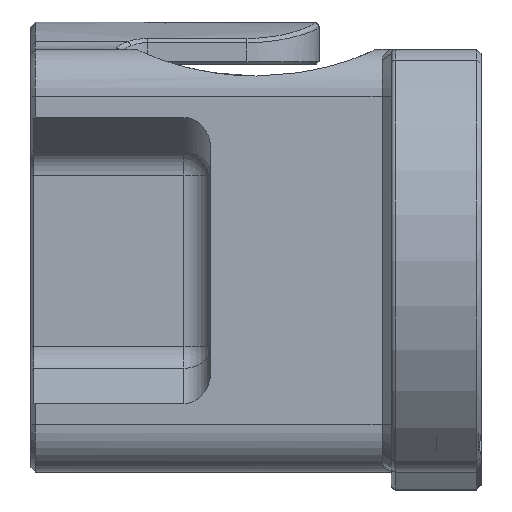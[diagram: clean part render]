
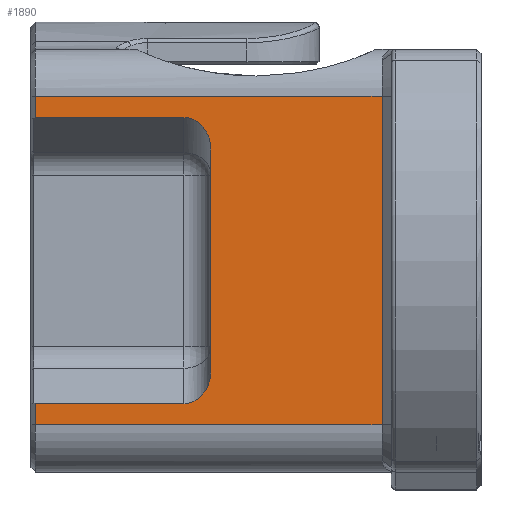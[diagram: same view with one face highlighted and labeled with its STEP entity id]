
A CAD part, front view. The second image highlights one B-rep face of the part: STEP entity #1890.
In plain terms, the highlighted planar face has unit normal (0, -1, 0).
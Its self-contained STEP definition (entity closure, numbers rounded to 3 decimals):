
#259 = VERTEX_POINT ( 'NONE', #14835 ) ;
#344 = CARTESIAN_POINT ( 'NONE',  ( -23., 67.75, 15.889 ) ) ;
#755 = LINE ( 'NONE', #929, #11873 ) ;
#929 = CARTESIAN_POINT ( 'NONE',  ( -40., 67.75, 18.25 ) ) ;
#1195 = EDGE_LOOP ( 'NONE', ( #9951, #5340, #5011, #10727, #9613, #2888, #3974, #14355, #18017, #4054 ) ) ;
#1232 = EDGE_CURVE ( 'NONE', #17354, #11943, #17058, .T. ) ;
#1359 = VERTEX_POINT ( 'NONE', #1467 ) ;
#1467 = CARTESIAN_POINT ( 'NONE',  ( -1., 67.75, 18.25 ) ) ;
#1890 = ADVANCED_FACE ( 'NONE', ( #16169 ), #11730, .T. ) ;
#1974 = CARTESIAN_POINT ( 'NONE',  ( -39.5, 67.75, -15.889 ) ) ;
#2142 = CARTESIAN_POINT ( 'NONE',  ( -39.5, 67.75, 18.25 ) ) ;
#2209 = CARTESIAN_POINT ( 'NONE',  ( 12.541, 67.75, -15.889 ) ) ;
#2888 = ORIENTED_EDGE ( 'NONE', *, *, #8407, .T. ) ;
#2896 = EDGE_CURVE ( 'NONE', #5024, #259, #5516, .T. ) ;
#3148 = CARTESIAN_POINT ( 'NONE',  ( -40., 67.75, 138.495 ) ) ;
#3974 = ORIENTED_EDGE ( 'NONE', *, *, #8234, .T. ) ;
#4054 = ORIENTED_EDGE ( 'NONE', *, *, #17066, .T. ) ;
#4141 = LINE ( 'NONE', #18100, #16492 ) ;
#4216 = DIRECTION ( 'NONE',  ( 0., 0., -1. ) ) ;
#4750 = DIRECTION ( 'NONE',  ( 0., -1., 0. ) ) ;
#5011 = ORIENTED_EDGE ( 'NONE', *, *, #6463, .T. ) ;
#5024 = VERTEX_POINT ( 'NONE', #18391 ) ;
#5215 = CARTESIAN_POINT ( 'NONE',  ( -20., 67.75, -12.249 ) ) ;
#5256 = VERTEX_POINT ( 'NONE', #1974 ) ;
#5340 = ORIENTED_EDGE ( 'NONE', *, *, #7678, .T. ) ;
#5516 = LINE ( 'NONE', #14380, #10672 ) ;
#5589 = CARTESIAN_POINT ( 'NONE',  ( -21.243, 67.75, -15.889 ) ) ;
#6313 = DIRECTION ( 'NONE',  ( -1., 0., 0. ) ) ;
#6463 = EDGE_CURVE ( 'NONE', #1359, #17354, #755, .T. ) ;
#6464 = CARTESIAN_POINT ( 'NONE',  ( -20., 67.75, 12.249 ) ) ;
#6509 = CARTESIAN_POINT ( 'NONE',  ( -1., 67.75, 138.495 ) ) ;
#6791 = DIRECTION ( 'NONE',  ( 0., 0., -1. ) ) ;
#7188 = CARTESIAN_POINT ( 'NONE',  ( -23., 67.75, -15.889 ) ) ;
#7363 = VECTOR ( 'NONE', #16781, 1000. ) ;
#7411 = LINE ( 'NONE', #7594, #18234 ) ;
#7594 = CARTESIAN_POINT ( 'NONE',  ( -20., 67.75, 138.495 ) ) ;
#7678 = EDGE_CURVE ( 'NONE', #259, #1359, #15273, .T. ) ;
#7872 = CARTESIAN_POINT ( 'NONE',  ( 12.541, 67.75, 15.889 ) ) ;
#8230 = AXIS2_PLACEMENT_3D ( 'NONE', #3148, #4750, #17486 ) ;
#8234 = EDGE_CURVE ( 'NONE', #16111, #12726, #7411, .T. ) ;
#8393 = CARTESIAN_POINT ( 'NONE',  ( -39.5, 67.75, 138.495 ) ) ;
#8407 = EDGE_CURVE ( 'NONE', #14391, #16111, #9139, .T. ) ;
#8747 = CARTESIAN_POINT ( 'NONE',  ( -39.5, 67.75, 15.889 ) ) ;
#9110 = CARTESIAN_POINT ( 'NONE',  ( -20., 67.75, 12.249 ) ) ;
#9139 =( BOUNDED_CURVE ( )  B_SPLINE_CURVE ( 3, ( #16467, #14850, #16560, #9110 ),
 .UNSPECIFIED., .F., .T. ) 
 B_SPLINE_CURVE_WITH_KNOTS ( ( 4, 4 ),
 ( 0., 1.571 ),
 .UNSPECIFIED. ) 
 CURVE ( )  GEOMETRIC_REPRESENTATION_ITEM ( )  RATIONAL_B_SPLINE_CURVE ( ( 1., 0.805, 0.805, 1. ) ) 
 REPRESENTATION_ITEM ( '' )  );
#9613 = ORIENTED_EDGE ( 'NONE', *, *, #12477, .F. ) ;
#9951 = ORIENTED_EDGE ( 'NONE', *, *, #2896, .T. ) ;
#10672 = VECTOR ( 'NONE', #17212, 1000. ) ;
#10727 = ORIENTED_EDGE ( 'NONE', *, *, #1232, .T. ) ;
#11702 = CARTESIAN_POINT ( 'NONE',  ( -20., 67.75, -12.249 ) ) ;
#11730 = PLANE ( 'NONE',  #8230 ) ;
#11873 = VECTOR ( 'NONE', #6313, 1000. ) ;
#11943 = VERTEX_POINT ( 'NONE', #8747 ) ;
#12116 = LINE ( 'NONE', #2209, #17329 ) ;
#12276 =( BOUNDED_CURVE ( )  B_SPLINE_CURVE ( 3, ( #5215, #18233, #5589, #7188 ),
 .UNSPECIFIED., .F., .T. ) 
 B_SPLINE_CURVE_WITH_KNOTS ( ( 4, 4 ),
 ( 1.571, 3.142 ),
 .UNSPECIFIED. ) 
 CURVE ( )  GEOMETRIC_REPRESENTATION_ITEM ( )  RATIONAL_B_SPLINE_CURVE ( ( 1., 0.805, 0.805, 1. ) ) 
 REPRESENTATION_ITEM ( '' )  );
#12477 = EDGE_CURVE ( 'NONE', #14391, #11943, #16259, .T. ) ;
#12726 = VERTEX_POINT ( 'NONE', #11702 ) ;
#12793 = CARTESIAN_POINT ( 'NONE',  ( -23., 67.75, -15.889 ) ) ;
#13327 = DIRECTION ( 'NONE',  ( -1., 0., 0. ) ) ;
#13972 = EDGE_CURVE ( 'NONE', #12726, #17664, #12276, .T. ) ;
#14355 = ORIENTED_EDGE ( 'NONE', *, *, #13972, .T. ) ;
#14380 = CARTESIAN_POINT ( 'NONE',  ( -40., 67.75, -18.25 ) ) ;
#14391 = VERTEX_POINT ( 'NONE', #344 ) ;
#14666 = DIRECTION ( 'NONE',  ( 0., 0., -1. ) ) ;
#14835 = CARTESIAN_POINT ( 'NONE',  ( -1., 67.75, -18.25 ) ) ;
#14850 = CARTESIAN_POINT ( 'NONE',  ( -21.243, 67.75, 15.889 ) ) ;
#14853 = DIRECTION ( 'NONE',  ( -1., 0., 0. ) ) ;
#15273 = LINE ( 'NONE', #6509, #7363 ) ;
#15832 = VECTOR ( 'NONE', #4216, 1000. ) ;
#16044 = EDGE_CURVE ( 'NONE', #17664, #5256, #12116, .T. ) ;
#16111 = VERTEX_POINT ( 'NONE', #6464 ) ;
#16169 = FACE_OUTER_BOUND ( 'NONE', #1195, .T. ) ;
#16259 = LINE ( 'NONE', #7872, #16611 ) ;
#16467 = CARTESIAN_POINT ( 'NONE',  ( -23., 67.75, 15.889 ) ) ;
#16492 = VECTOR ( 'NONE', #6791, 1000. ) ;
#16560 = CARTESIAN_POINT ( 'NONE',  ( -20., 67.75, 14.382 ) ) ;
#16611 = VECTOR ( 'NONE', #13327, 1000. ) ;
#16781 = DIRECTION ( 'NONE',  ( 0., 0., 1. ) ) ;
#17058 = LINE ( 'NONE', #8393, #15832 ) ;
#17066 = EDGE_CURVE ( 'NONE', #5256, #5024, #4141, .T. ) ;
#17212 = DIRECTION ( 'NONE',  ( 1., 0., 0. ) ) ;
#17329 = VECTOR ( 'NONE', #14853, 1000. ) ;
#17354 = VERTEX_POINT ( 'NONE', #2142 ) ;
#17486 = DIRECTION ( 'NONE',  ( 0., 0., -1. ) ) ;
#17664 = VERTEX_POINT ( 'NONE', #12793 ) ;
#18017 = ORIENTED_EDGE ( 'NONE', *, *, #16044, .T. ) ;
#18100 = CARTESIAN_POINT ( 'NONE',  ( -39.5, 67.75, 138.495 ) ) ;
#18233 = CARTESIAN_POINT ( 'NONE',  ( -20., 67.75, -14.382 ) ) ;
#18234 = VECTOR ( 'NONE', #14666, 1000. ) ;
#18391 = CARTESIAN_POINT ( 'NONE',  ( -39.5, 67.75, -18.25 ) ) ;
